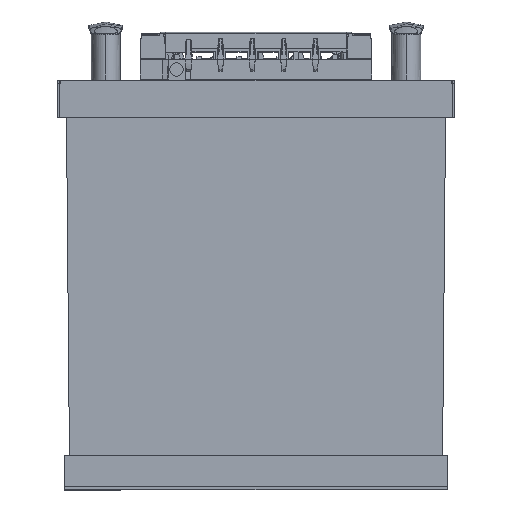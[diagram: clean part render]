
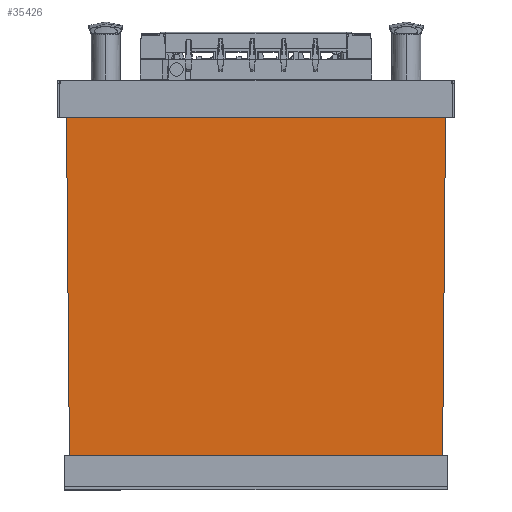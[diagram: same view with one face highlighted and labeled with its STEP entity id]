
A CAD part, front view. The second image highlights one B-rep face of the part: STEP entity #35426.
In plain terms, the highlighted planar face has unit normal (0, -1, -0.009).
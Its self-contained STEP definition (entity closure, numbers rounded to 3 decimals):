
#1896=FACE_OUTER_BOUND('',#3364,.T.);
#3364=EDGE_LOOP('',(#25088,#25089,#25090,#25091));
#4928=LINE('',#48133,#9678);
#4929=LINE('',#48135,#9679);
#4930=LINE('',#48137,#9680);
#4931=LINE('',#48138,#9681);
#9678=VECTOR('',#39199,10.);
#9679=VECTOR('',#39200,10.);
#9680=VECTOR('',#39201,10.);
#9681=VECTOR('',#39202,10.);
#14416=VERTEX_POINT('',#48131);
#14417=VERTEX_POINT('',#48132);
#14418=VERTEX_POINT('',#48134);
#14419=VERTEX_POINT('',#48136);
#18903=EDGE_CURVE('',#14416,#14417,#4928,.T.);
#18904=EDGE_CURVE('',#14418,#14417,#4929,.T.);
#18905=EDGE_CURVE('',#14419,#14418,#4930,.T.);
#18906=EDGE_CURVE('',#14419,#14416,#4931,.F.);
#25088=ORIENTED_EDGE('',*,*,#18903,.T.);
#25089=ORIENTED_EDGE('',*,*,#18904,.F.);
#25090=ORIENTED_EDGE('',*,*,#18905,.F.);
#25091=ORIENTED_EDGE('',*,*,#18906,.T.);
#34386=PLANE('',#36995);
#35426=ADVANCED_FACE('',(#1896),#34386,.T.);
#36995=AXIS2_PLACEMENT_3D('',#48130,#39197,#39198);
#39197=DIRECTION('center_axis',(0.,-1.,
-0.009));
#39198=DIRECTION('ref_axis',(0.,0.009,-1.));
#39199=DIRECTION('',(0.009,-0.009,1.));
#39200=DIRECTION('',(1.,0.,0.));
#39201=DIRECTION('',(-0.009,-0.009,1.));
#39202=DIRECTION('',(-1.,0.,0.));
#48130=CARTESIAN_POINT('Origin',(116.372,-102.824,-76.403));
#48131=CARTESIAN_POINT('',(114.609,-102.824,-76.411));
#48132=CARTESIAN_POINT('',(116.372,-104.587,125.589));
#48133=CARTESIAN_POINT('',(114.602,-102.817,-77.217));
#48134=CARTESIAN_POINT('',(-105.628,-104.587,125.589));
#48135=CARTESIAN_POINT('',(60.812,-104.587,125.589));
#48136=CARTESIAN_POINT('',(-103.866,-102.824,-76.411));
#48137=CARTESIAN_POINT('',(-103.857,-102.816,-77.357));
#48138=CARTESIAN_POINT('',(60.872,-102.824,-76.411));
